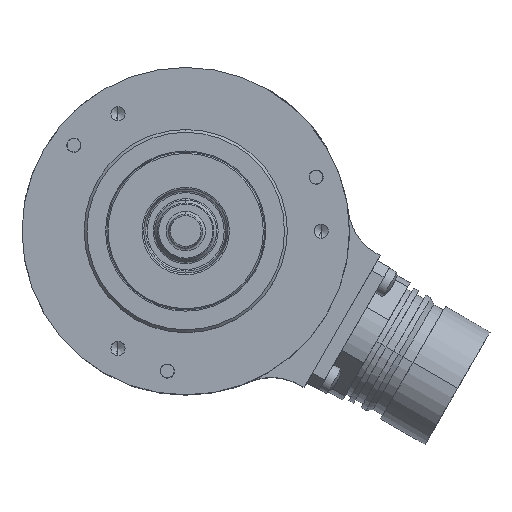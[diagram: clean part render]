
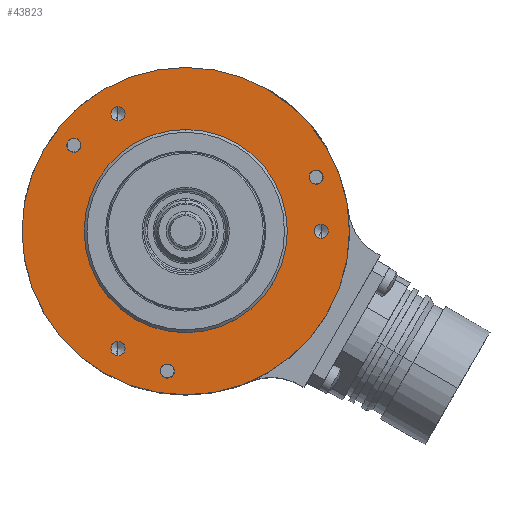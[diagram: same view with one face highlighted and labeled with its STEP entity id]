
A CAD part, top view. The second image highlights one B-rep face of the part: STEP entity #43823.
In plain terms, the highlighted planar face has unit normal (0, 0, 1).
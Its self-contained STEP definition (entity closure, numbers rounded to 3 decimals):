
#16253=CARTESIAN_POINT('',(0.,0.,17.));
#16254=DIRECTION('',(0.,0.,1.));
#16255=DIRECTION('',(1.,0.,0.));
#16256=AXIS2_PLACEMENT_3D('',#16253,#16254,#16255);
#16258=CARTESIAN_POINT('',(0.,0.,17.));
#16259=DIRECTION('',(0.,0.,1.));
#16260=DIRECTION('',(-1.,0.,0.));
#16261=AXIS2_PLACEMENT_3D('',#16258,#16259,#16260);
#16263=CARTESIAN_POINT('',(-19.834,15.219,17.));
#16264=DIRECTION('',(0.,0.,-1.));
#16265=DIRECTION('',(-0.793,0.609,0.));
#16266=AXIS2_PLACEMENT_3D('',#16263,#16264,#16265);
#16268=CARTESIAN_POINT('',(-19.834,15.219,17.));
#16269=DIRECTION('',(0.,0.,-1.));
#16270=DIRECTION('',(0.793,-0.609,0.));
#16271=AXIS2_PLACEMENT_3D('',#16268,#16269,#16270);
#16273=CARTESIAN_POINT('',(-3.263,-24.786,17.));
#16274=DIRECTION('',(0.,0.,-1.));
#16275=DIRECTION('',(-0.131,-0.991,0.));
#16276=AXIS2_PLACEMENT_3D('',#16273,#16274,#16275);
#16278=CARTESIAN_POINT('',(-3.263,-24.786,17.));
#16279=DIRECTION('',(0.,0.,-1.));
#16280=DIRECTION('',(0.131,0.991,0.));
#16281=AXIS2_PLACEMENT_3D('',#16278,#16279,#16280);
#16283=CARTESIAN_POINT('',(23.097,9.567,17.));
#16284=DIRECTION('',(0.,0.,-1.));
#16285=DIRECTION('',(0.924,0.383,0.));
#16286=AXIS2_PLACEMENT_3D('',#16283,#16284,#16285);
#16288=CARTESIAN_POINT('',(23.097,9.567,17.));
#16289=DIRECTION('',(0.,0.,-1.));
#16290=DIRECTION('',(-0.924,-0.383,0.));
#16291=AXIS2_PLACEMENT_3D('',#16288,#16289,#16290);
#16293=CARTESIAN_POINT('',(-12.,-20.785,17.));
#16294=DIRECTION('',(0.,0.,1.));
#16295=DIRECTION('',(0.,-1.,0.));
#16296=AXIS2_PLACEMENT_3D('',#16293,#16294,#16295);
#16298=CARTESIAN_POINT('',(-12.,-20.785,17.));
#16299=DIRECTION('',(0.,0.,1.));
#16300=DIRECTION('',(0.,1.,0.));
#16301=AXIS2_PLACEMENT_3D('',#16298,#16299,#16300);
#16303=CARTESIAN_POINT('',(-12.,20.785,17.));
#16304=DIRECTION('',(0.,0.,1.));
#16305=DIRECTION('',(0.,-1.,0.));
#16306=AXIS2_PLACEMENT_3D('',#16303,#16304,#16305);
#16308=CARTESIAN_POINT('',(-12.,20.785,17.));
#16309=DIRECTION('',(0.,0.,1.));
#16310=DIRECTION('',(0.,1.,0.));
#16311=AXIS2_PLACEMENT_3D('',#16308,#16309,#16310);
#16313=CARTESIAN_POINT('',(24.,0.,17.));
#16314=DIRECTION('',(0.,0.,1.));
#16315=DIRECTION('',(0.,-1.,0.));
#16316=AXIS2_PLACEMENT_3D('',#16313,#16314,#16315);
#16318=CARTESIAN_POINT('',(24.,0.,17.));
#16319=DIRECTION('',(0.,0.,1.));
#16320=DIRECTION('',(0.,1.,0.));
#16321=AXIS2_PLACEMENT_3D('',#16318,#16319,#16320);
#16327=CARTESIAN_POINT('',(0.,0.,17.));
#16328=DIRECTION('',(0.,0.,1.));
#16329=DIRECTION('',(0.,1.,0.));
#16330=AXIS2_PLACEMENT_3D('',#16327,#16328,#16329);
#16364=CARTESIAN_POINT('',(0.,0.,17.));
#16365=DIRECTION('',(0.,0.,-1.));
#16366=DIRECTION('',(0.,1.,0.));
#16367=AXIS2_PLACEMENT_3D('',#16364,#16365,#16366);
#23919=CARTESIAN_POINT('',(0.,18.,17.));
#23920=CARTESIAN_POINT('',(0.,-18.,17.));
#23921=VERTEX_POINT('',#23919);
#23922=VERTEX_POINT('',#23920);
#23923=CARTESIAN_POINT('',(29.,0.,17.));
#23924=CARTESIAN_POINT('',(-29.,0.,17.));
#23925=VERTEX_POINT('',#23923);
#23926=VERTEX_POINT('',#23924);
#23927=CARTESIAN_POINT('',(-20.826,15.98,17.));
#23928=CARTESIAN_POINT('',(-18.842,14.458,17.));
#23929=VERTEX_POINT('',#23927);
#23930=VERTEX_POINT('',#23928);
#23931=CARTESIAN_POINT('',(-3.426,-26.025,17.));
#23932=CARTESIAN_POINT('',(-3.1,-23.547,17.));
#23933=VERTEX_POINT('',#23931);
#23934=VERTEX_POINT('',#23932);
#23935=CARTESIAN_POINT('',(24.252,10.045,17.));
#23936=CARTESIAN_POINT('',(21.942,9.089,17.));
#23937=VERTEX_POINT('',#23935);
#23938=VERTEX_POINT('',#23936);
#23945=CARTESIAN_POINT('',(-12.,-22.035,17.));
#23946=CARTESIAN_POINT('',(-12.,-19.535,17.));
#23947=VERTEX_POINT('',#23945);
#23948=VERTEX_POINT('',#23946);
#23955=CARTESIAN_POINT('',(-12.,19.535,17.));
#23956=CARTESIAN_POINT('',(-12.,22.035,17.));
#23957=VERTEX_POINT('',#23955);
#23958=VERTEX_POINT('',#23956);
#23965=CARTESIAN_POINT('',(24.,-1.25,17.));
#23966=CARTESIAN_POINT('',(24.,1.25,17.));
#23967=VERTEX_POINT('',#23965);
#23968=VERTEX_POINT('',#23966);
#43772=CARTESIAN_POINT('',(0.,0.,17.));
#43773=DIRECTION('',(0.,0.,-1.));
#43774=DIRECTION('',(0.,1.,0.));
#43775=AXIS2_PLACEMENT_3D('',#43772,#43773,#43774);
#43776=PLANE('',#43775);
#43777=ORIENTED_EDGE('',*,*,#29604,.F.);
#43778=ORIENTED_EDGE('',*,*,#29541,.F.);
#43779=EDGE_LOOP('',(#43777,#43778));
#43780=FACE_OUTER_BOUND('',#43779,.F.);
#43782=ORIENTED_EDGE('',*,*,#43781,.T.);
#43784=ORIENTED_EDGE('',*,*,#43783,.F.);
#43785=EDGE_LOOP('',(#43782,#43784));
#43786=FACE_BOUND('',#43785,.F.);
#43788=ORIENTED_EDGE('',*,*,#43787,.F.);
#43790=ORIENTED_EDGE('',*,*,#43789,.F.);
#43791=EDGE_LOOP('',(#43788,#43790));
#43792=FACE_BOUND('',#43791,.F.);
#43794=ORIENTED_EDGE('',*,*,#43793,.F.);
#43796=ORIENTED_EDGE('',*,*,#43795,.F.);
#43797=EDGE_LOOP('',(#43794,#43796));
#43798=FACE_BOUND('',#43797,.F.);
#43800=ORIENTED_EDGE('',*,*,#43799,.F.);
#43802=ORIENTED_EDGE('',*,*,#43801,.F.);
#43803=EDGE_LOOP('',(#43800,#43802));
#43804=FACE_BOUND('',#43803,.F.);
#43806=ORIENTED_EDGE('',*,*,#43805,.T.);
#43808=ORIENTED_EDGE('',*,*,#43807,.T.);
#43809=EDGE_LOOP('',(#43806,#43808));
#43810=FACE_BOUND('',#43809,.F.);
#43812=ORIENTED_EDGE('',*,*,#43811,.T.);
#43814=ORIENTED_EDGE('',*,*,#43813,.T.);
#43815=EDGE_LOOP('',(#43812,#43814));
#43816=FACE_BOUND('',#43815,.F.);
#43818=ORIENTED_EDGE('',*,*,#43817,.T.);
#43820=ORIENTED_EDGE('',*,*,#43819,.T.);
#43821=EDGE_LOOP('',(#43818,#43820));
#43822=FACE_BOUND('',#43821,.F.);
#16257=CIRCLE('',#16256,29.);
#16262=CIRCLE('',#16261,29.);
#16267=CIRCLE('',#16266,1.25);
#16272=CIRCLE('',#16271,1.25);
#16277=CIRCLE('',#16276,1.25);
#16282=CIRCLE('',#16281,1.25);
#16287=CIRCLE('',#16286,1.25);
#16292=CIRCLE('',#16291,1.25);
#16297=CIRCLE('',#16296,1.25);
#16302=CIRCLE('',#16301,1.25);
#16307=CIRCLE('',#16306,1.25);
#16312=CIRCLE('',#16311,1.25);
#16317=CIRCLE('',#16316,1.25);
#16322=CIRCLE('',#16321,1.25);
#16331=CIRCLE('',#16330,18.);
#16368=CIRCLE('',#16367,18.);
#29541=EDGE_CURVE('',#23926,#23925,#16262,.T.);
#29604=EDGE_CURVE('',#23925,#23926,#16257,.T.);
#43781=EDGE_CURVE('',#23921,#23922,#16331,.T.);
#43783=EDGE_CURVE('',#23921,#23922,#16368,.T.);
#43787=EDGE_CURVE('',#23929,#23930,#16267,.T.);
#43789=EDGE_CURVE('',#23930,#23929,#16272,.T.);
#43793=EDGE_CURVE('',#23933,#23934,#16277,.T.);
#43795=EDGE_CURVE('',#23934,#23933,#16282,.T.);
#43799=EDGE_CURVE('',#23937,#23938,#16287,.T.);
#43801=EDGE_CURVE('',#23938,#23937,#16292,.T.);
#43805=EDGE_CURVE('',#23947,#23948,#16297,.T.);
#43807=EDGE_CURVE('',#23948,#23947,#16302,.T.);
#43811=EDGE_CURVE('',#23957,#23958,#16307,.T.);
#43813=EDGE_CURVE('',#23958,#23957,#16312,.T.);
#43817=EDGE_CURVE('',#23967,#23968,#16317,.T.);
#43819=EDGE_CURVE('',#23968,#23967,#16322,.T.);
#43823=ADVANCED_FACE('',(#43780,#43786,#43792,#43798,#43804,#43810,#43816,
#43822),#43776,.F.);
